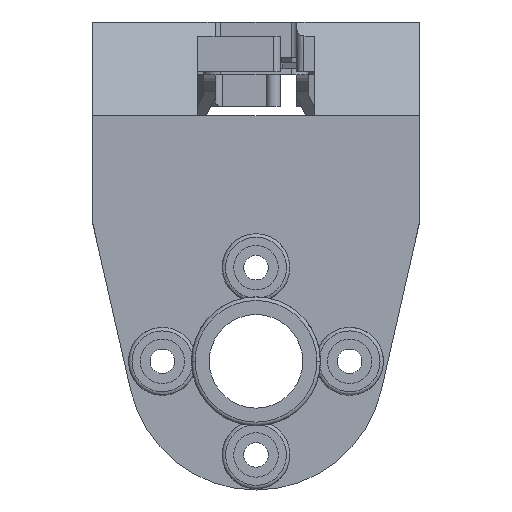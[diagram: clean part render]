
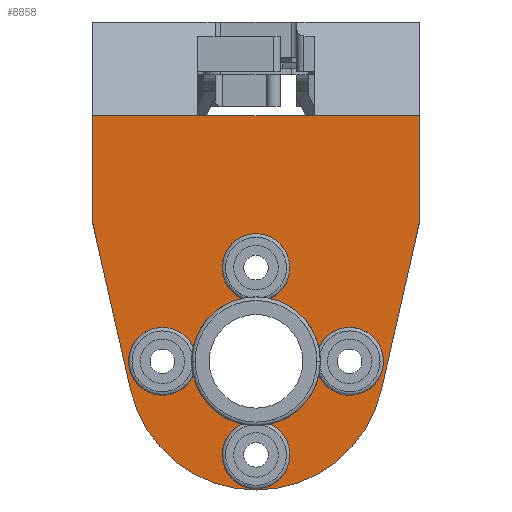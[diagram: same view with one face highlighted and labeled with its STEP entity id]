
A CAD part, front view. The second image highlights one B-rep face of the part: STEP entity #8858.
In plain terms, the highlighted planar face has unit normal (0, -1, 0).
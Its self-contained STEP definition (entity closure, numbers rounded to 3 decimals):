
#2=CARTESIAN_POINT('',(0.,-39.25,0.));
#3=DIRECTION('',(0.,-1.,0.));
#4=DIRECTION('',(-0.975,0.,-0.22));
#5=AXIS2_PLACEMENT_3D('',#2,#3,#4);
#7=CARTESIAN_POINT('',(0.,-39.25,0.));
#8=DIRECTION('',(0.,-1.,0.));
#9=DIRECTION('',(0.22,0.,-0.975));
#10=AXIS2_PLACEMENT_3D('',#7,#8,#9);
#12=CARTESIAN_POINT('',(0.,-39.25,0.));
#13=DIRECTION('',(0.,-1.,0.));
#14=DIRECTION('',(0.975,0.,0.22));
#15=AXIS2_PLACEMENT_3D('',#12,#13,#14);
#17=CARTESIAN_POINT('',(0.,-39.25,0.));
#18=DIRECTION('',(0.,-1.,0.));
#19=DIRECTION('',(-0.22,0.,0.975));
#20=AXIS2_PLACEMENT_3D('',#17,#18,#19);
#22=DIRECTION('',(0.,0.,-1.));
#23=VECTOR('',#22,9.);
#24=CARTESIAN_POINT('',(14.,-39.25,21.));
#25=LINE('',#24,#23);
#26=DIRECTION('',(-0.221,0.,-0.975));
#27=VECTOR('',#26,14.799);
#28=CARTESIAN_POINT('',(14.,-39.25,12.));
#29=LINE('',#28,#27);
#30=CARTESIAN_POINT('',(0.,-39.25,0.));
#31=DIRECTION('',(0.,1.,0.));
#32=DIRECTION('',(0.975,0.,-0.221));
#33=AXIS2_PLACEMENT_3D('',#30,#31,#32);
#35=DIRECTION('',(-0.221,0.,0.975));
#36=VECTOR('',#35,14.799);
#37=CARTESIAN_POINT('',(-10.728,-39.25,-2.432));
#38=LINE('',#37,#36);
#39=DIRECTION('',(0.,0.,1.));
#40=VECTOR('',#39,9.);
#41=CARTESIAN_POINT('',(-14.,-39.25,12.));
#42=LINE('',#41,#40);
#43=DIRECTION('',(1.,0.,0.));
#44=VECTOR('',#43,10.);
#45=CARTESIAN_POINT('',(-5.,-39.25,21.));
#46=LINE('',#45,#44);
#47=CARTESIAN_POINT('',(-8.,-39.25,0.));
#48=DIRECTION('',(0.,1.,0.));
#49=DIRECTION('',(0.909,0.,-0.418));
#50=AXIS2_PLACEMENT_3D('',#47,#48,#49);
#453=CARTESIAN_POINT('',(0.,-39.25,8.));
#454=DIRECTION('',(0.,1.,0.));
#455=DIRECTION('',(-0.418,0.,-0.909));
#456=AXIS2_PLACEMENT_3D('',#453,#454,#455);
#490=CARTESIAN_POINT('',(8.,-39.25,0.));
#491=DIRECTION('',(0.,1.,0.));
#492=DIRECTION('',(-0.909,0.,0.418));
#493=AXIS2_PLACEMENT_3D('',#490,#491,#492);
#527=CARTESIAN_POINT('',(0.,-39.25,-8.));
#528=DIRECTION('',(0.,1.,0.));
#529=DIRECTION('',(0.418,0.,0.909));
#530=AXIS2_PLACEMENT_3D('',#527,#528,#529);
#6108=DIRECTION('',(1.,0.,0.));
#6109=VECTOR('',#6108,9.);
#6110=CARTESIAN_POINT('',(-14.,-39.25,21.));
#6111=LINE('',#6110,#6109);
#6132=DIRECTION('',(1.,0.,0.));
#6133=VECTOR('',#6132,9.);
#6134=CARTESIAN_POINT('',(5.,-39.25,21.));
#6135=LINE('',#6134,#6133);
#6756=CARTESIAN_POINT('',(-10.728,-39.25,-2.432));
#6757=CARTESIAN_POINT('',(-14.,-39.25,12.));
#6758=VERTEX_POINT('',#6756);
#6759=VERTEX_POINT('',#6757);
#6760=CARTESIAN_POINT('',(14.,-39.25,12.));
#6761=CARTESIAN_POINT('',(10.728,-39.25,-2.432));
#6762=VERTEX_POINT('',#6760);
#6763=VERTEX_POINT('',#6761);
#6796=CARTESIAN_POINT('',(-14.,-39.25,21.));
#6798=VERTEX_POINT('',#6796);
#6800=CARTESIAN_POINT('',(14.,-39.25,21.));
#6802=VERTEX_POINT('',#6800);
#6844=CARTESIAN_POINT('',(5.365,-39.25,1.211));
#6845=CARTESIAN_POINT('',(1.211,-39.25,5.365));
#6846=VERTEX_POINT('',#6844);
#6847=VERTEX_POINT('',#6845);
#6848=CARTESIAN_POINT('',(-1.211,-39.25,5.365));
#6849=CARTESIAN_POINT('',(-5.365,-39.25,1.211));
#6850=VERTEX_POINT('',#6848);
#6851=VERTEX_POINT('',#6849);
#6852=CARTESIAN_POINT('',(-5.365,-39.25,-1.211));
#6853=CARTESIAN_POINT('',(-1.211,-39.25,-5.365));
#6854=VERTEX_POINT('',#6852);
#6855=VERTEX_POINT('',#6853);
#6856=CARTESIAN_POINT('',(1.211,-39.25,-5.365));
#6857=CARTESIAN_POINT('',(5.365,-39.25,-1.211));
#6858=VERTEX_POINT('',#6856);
#6859=VERTEX_POINT('',#6857);
#7588=CARTESIAN_POINT('',(-5.,-39.25,21.));
#7589=CARTESIAN_POINT('',(5.,-39.25,21.));
#7590=VERTEX_POINT('',#7588);
#7591=VERTEX_POINT('',#7589);
#8817=CARTESIAN_POINT('',(0.,-39.25,0.));
#8818=DIRECTION('',(0.,1.,0.));
#8819=DIRECTION('',(1.,0.,0.));
#8820=AXIS2_PLACEMENT_3D('',#8817,#8818,#8819);
#8821=PLANE('',#8820);
#8823=ORIENTED_EDGE('',*,*,#8822,.T.);
#8825=ORIENTED_EDGE('',*,*,#8824,.T.);
#8827=ORIENTED_EDGE('',*,*,#8826,.T.);
#8829=ORIENTED_EDGE('',*,*,#8828,.T.);
#8831=ORIENTED_EDGE('',*,*,#8830,.T.);
#8833=ORIENTED_EDGE('',*,*,#8832,.T.);
#8835=ORIENTED_EDGE('',*,*,#8834,.T.);
#8837=ORIENTED_EDGE('',*,*,#8836,.T.);
#8838=EDGE_LOOP('',(#8823,#8825,#8827,#8829,#8831,#8833,#8835,#8837));
#8839=FACE_OUTER_BOUND('',#8838,.F.);
#8841=ORIENTED_EDGE('',*,*,#8840,.F.);
#8843=ORIENTED_EDGE('',*,*,#8842,.T.);
#8845=ORIENTED_EDGE('',*,*,#8844,.F.);
#8847=ORIENTED_EDGE('',*,*,#8846,.T.);
#8849=ORIENTED_EDGE('',*,*,#8848,.F.);
#8851=ORIENTED_EDGE('',*,*,#8850,.T.);
#8853=ORIENTED_EDGE('',*,*,#8852,.F.);
#8855=ORIENTED_EDGE('',*,*,#8854,.T.);
#8856=EDGE_LOOP('',(#8841,#8843,#8845,#8847,#8849,#8851,#8853,#8855));
#8857=FACE_BOUND('',#8856,.F.);
#8858=ADVANCED_FACE('',(#8839,#8857),#8821,.F.);
#6=CIRCLE('',#5,5.5);
#11=CIRCLE('',#10,5.5);
#16=CIRCLE('',#15,5.5);
#21=CIRCLE('',#20,5.5);
#34=CIRCLE('',#33,11.);
#51=CIRCLE('',#50,2.9);
#457=CIRCLE('',#456,2.9);
#494=CIRCLE('',#493,2.9);
#531=CIRCLE('',#530,2.9);
#8822=EDGE_CURVE('',#7591,#6802,#6135,.T.);
#8824=EDGE_CURVE('',#6802,#6762,#25,.T.);
#8826=EDGE_CURVE('',#6762,#6763,#29,.T.);
#8828=EDGE_CURVE('',#6763,#6758,#34,.T.);
#8830=EDGE_CURVE('',#6758,#6759,#38,.T.);
#8832=EDGE_CURVE('',#6759,#6798,#42,.T.);
#8834=EDGE_CURVE('',#6798,#7590,#6111,.T.);
#8836=EDGE_CURVE('',#7590,#7591,#46,.T.);
#8840=EDGE_CURVE('',#6854,#6851,#51,.T.);
#8842=EDGE_CURVE('',#6854,#6855,#6,.T.);
#8844=EDGE_CURVE('',#6858,#6855,#531,.T.);
#8846=EDGE_CURVE('',#6858,#6859,#11,.T.);
#8848=EDGE_CURVE('',#6846,#6859,#494,.T.);
#8850=EDGE_CURVE('',#6846,#6847,#16,.T.);
#8852=EDGE_CURVE('',#6850,#6847,#457,.T.);
#8854=EDGE_CURVE('',#6850,#6851,#21,.T.);
